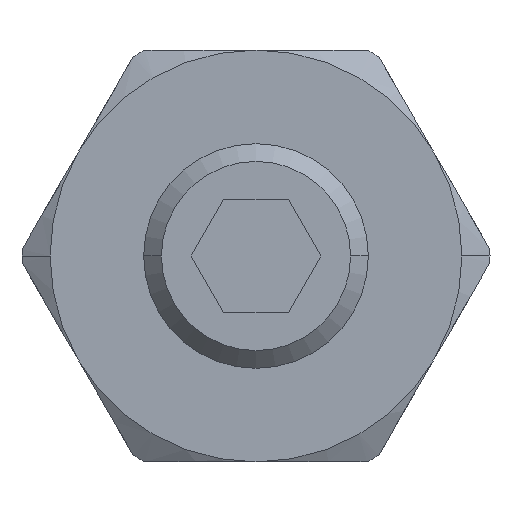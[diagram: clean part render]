
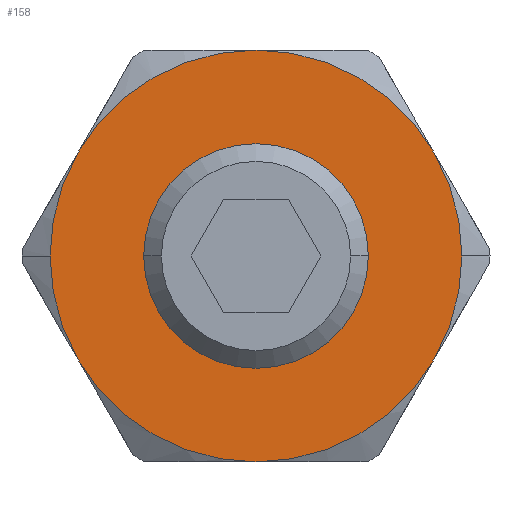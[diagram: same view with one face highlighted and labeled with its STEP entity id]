
A CAD part, front view. The second image highlights one B-rep face of the part: STEP entity #158.
In plain terms, the highlighted planar face has unit normal (0, -1, 0).
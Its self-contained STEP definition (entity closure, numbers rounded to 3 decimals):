
#158=ADVANCED_FACE('',(#315,#316),#317,.T.);
#315=FACE_BOUND('',#468,.T.);
#316=FACE_OUTER_BOUND('',#469,.T.);
#317=PLANE('',#470);
#468=EDGE_LOOP('',(#843,#844));
#469=EDGE_LOOP('',(#845,#846,#847,#848,#849,#850,#851,#852));
#470=AXIS2_PLACEMENT_3D('',#853,#854,#855);
#843=ORIENTED_EDGE('',*,*,#942,.T.);
#844=ORIENTED_EDGE('',*,*,#940,.T.);
#845=ORIENTED_EDGE('',*,*,#1029,.F.);
#846=ORIENTED_EDGE('',*,*,#1027,.F.);
#847=ORIENTED_EDGE('',*,*,#1023,.F.);
#848=ORIENTED_EDGE('',*,*,#1019,.F.);
#849=ORIENTED_EDGE('',*,*,#915,.F.);
#850=ORIENTED_EDGE('',*,*,#1016,.F.);
#851=ORIENTED_EDGE('',*,*,#1036,.F.);
#852=ORIENTED_EDGE('',*,*,#908,.F.);
#853=CARTESIAN_POINT('',(5.5,0.0,0.0));
#854=DIRECTION('',(-0.0,-1.0,-0.0));
#855=DIRECTION('',(-1.0,0.0,0.0));
#908=EDGE_CURVE('',#1073,#1076,#1077,.T.);
#915=EDGE_CURVE('',#1087,#1083,#1089,.T.);
#940=EDGE_CURVE('',#1121,#1123,#1125,.T.);
#942=EDGE_CURVE('',#1123,#1121,#1127,.T.);
#1016=EDGE_CURVE('',#1236,#1087,#1238,.T.);
#1019=EDGE_CURVE('',#1083,#1241,#1242,.T.);
#1023=EDGE_CURVE('',#1241,#1246,#1247,.T.);
#1027=EDGE_CURVE('',#1246,#1182,#1251,.T.);
#1029=EDGE_CURVE('',#1182,#1073,#1253,.T.);
#1036=EDGE_CURVE('',#1076,#1236,#1260,.T.);
#1073=VERTEX_POINT('',#1321);
#1076=VERTEX_POINT('',#1325);
#1077=CIRCLE('',#1326,11.0);
#1083=VERTEX_POINT('',#1343);
#1087=VERTEX_POINT('',#1348);
#1089=CIRCLE('',#1361,11.0);
#1121=VERTEX_POINT('',#1403);
#1123=VERTEX_POINT('',#1406);
#1125=CIRCLE('',#1409,6.0);
#1127=CIRCLE('',#1411,6.0);
#1182=VERTEX_POINT('',#1484);
#1236=VERTEX_POINT('',#1592);
#1238=CIRCLE('',#1605,11.0);
#1241=VERTEX_POINT('',#1619);
#1242=CIRCLE('',#1620,11.0);
#1246=VERTEX_POINT('',#1646);
#1247=CIRCLE('',#1647,11.0);
#1251=CIRCLE('',#1673,11.0);
#1253=CIRCLE('',#1675,11.0);
#1260=CIRCLE('',#1726,11.0);
#1321=CARTESIAN_POINT('',(11.0,0.0,0.));
#1325=CARTESIAN_POINT('',(9.526,0.0,-5.5));
#1326=AXIS2_PLACEMENT_3D('',#1825,#1826,#1827);
#1343=CARTESIAN_POINT('',(-11.0,0.0,0.));
#1348=CARTESIAN_POINT('',(-9.526,0.0,-5.5));
#1361=AXIS2_PLACEMENT_3D('',#1835,#1836,#1837);
#1403=CARTESIAN_POINT('',(-6.0,0.0,0.));
#1406=CARTESIAN_POINT('',(6.0,0.,0.));
#1409=AXIS2_PLACEMENT_3D('',#1868,#1869,#1870);
#1411=AXIS2_PLACEMENT_3D('',#1871,#1872,#1873);
#1484=CARTESIAN_POINT('',(9.526,0.0,5.5));
#1592=CARTESIAN_POINT('',(0.0,0.0,-11.0));
#1605=AXIS2_PLACEMENT_3D('',#1962,#1963,#1964);
#1619=CARTESIAN_POINT('',(-9.526,0.0,5.5));
#1620=AXIS2_PLACEMENT_3D('',#1965,#1966,#1967);
#1646=CARTESIAN_POINT('',(0.,0.0,11.0));
#1647=AXIS2_PLACEMENT_3D('',#1968,#1969,#1970);
#1673=AXIS2_PLACEMENT_3D('',#1971,#1972,#1973);
#1675=AXIS2_PLACEMENT_3D('',#1974,#1975,#1976);
#1726=AXIS2_PLACEMENT_3D('',#1977,#1978,#1979);
#1825=CARTESIAN_POINT('',(0.0,0.0,0.0));
#1826=DIRECTION('',(-0.0,1.0,0.0));
#1827=DIRECTION('',(1.0,0.0,0.0));
#1835=CARTESIAN_POINT('',(0.0,0.0,0.0));
#1836=DIRECTION('',(-0.0,1.0,0.0));
#1837=DIRECTION('',(1.0,0.0,0.0));
#1868=CARTESIAN_POINT('',(0.,0.0,0.0));
#1869=DIRECTION('',(0.0,1.0,0.0));
#1870=DIRECTION('',(-1.0,0.0,0.0));
#1871=CARTESIAN_POINT('',(0.,0.0,0.0));
#1872=DIRECTION('',(0.0,1.0,0.0));
#1873=DIRECTION('',(-1.0,0.0,0.0));
#1962=CARTESIAN_POINT('',(0.0,0.0,0.0));
#1963=DIRECTION('',(-0.0,1.0,0.0));
#1964=DIRECTION('',(1.0,0.0,0.0));
#1965=CARTESIAN_POINT('',(0.0,0.0,0.0));
#1966=DIRECTION('',(-0.0,1.0,0.0));
#1967=DIRECTION('',(1.0,0.0,0.0));
#1968=CARTESIAN_POINT('',(0.0,0.0,0.0));
#1969=DIRECTION('',(-0.0,1.0,0.0));
#1970=DIRECTION('',(1.0,0.0,0.0));
#1971=CARTESIAN_POINT('',(0.0,0.0,0.0));
#1972=DIRECTION('',(-0.0,1.0,0.0));
#1973=DIRECTION('',(1.0,0.0,0.0));
#1974=CARTESIAN_POINT('',(0.0,0.0,0.0));
#1975=DIRECTION('',(-0.0,1.0,0.0));
#1976=DIRECTION('',(1.0,0.0,0.0));
#1977=CARTESIAN_POINT('',(0.0,0.0,0.0));
#1978=DIRECTION('',(-0.0,1.0,0.0));
#1979=DIRECTION('',(1.0,0.0,0.0));
